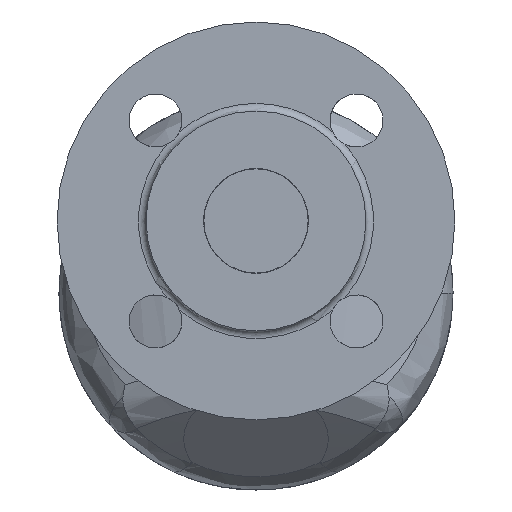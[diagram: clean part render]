
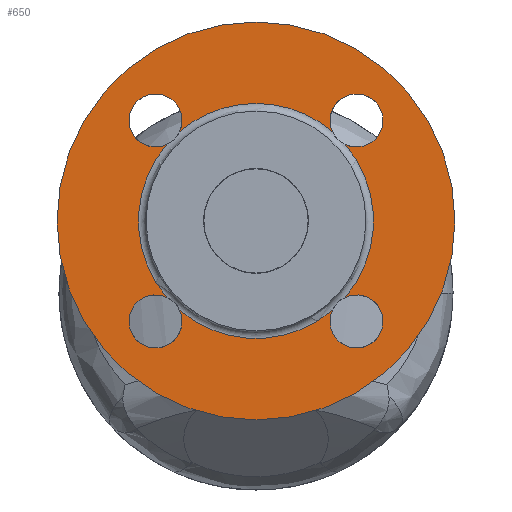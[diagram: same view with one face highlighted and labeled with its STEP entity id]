
A CAD part, left-side view. The second image highlights one B-rep face of the part: STEP entity #650.
In plain terms, the highlighted planar face has unit normal (-1, 0, 0).
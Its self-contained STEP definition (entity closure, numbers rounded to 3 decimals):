
#152=CARTESIAN_POINT('',(-103.,-20.188,42.526));
#153=VERTEX_POINT('',#152);
#154=CARTESIAN_POINT('',(-103.,-23.526,39.188));
#155=VERTEX_POINT('',#154);
#171=CARTESIAN_POINT('',(-103.,20.188,42.526));
#172=VERTEX_POINT('',#171);
#173=CARTESIAN_POINT('',(-103.,0.0,19.));
#174=DIRECTION('',(-1.0,0.0,0.0));
#175=DIRECTION('',(0.0,0.0,-1.0));
#176=AXIS2_PLACEMENT_3D('',#173,#174,#175);
#177=CIRCLE('',#176,31.);
#178=EDGE_CURVE('',#153,#172,#177,.T.);
#180=CARTESIAN_POINT('',(-103.,23.526,39.188));
#181=VERTEX_POINT('',#180);
#197=CARTESIAN_POINT('',(-103.,23.526,-1.188));
#198=VERTEX_POINT('',#197);
#199=CARTESIAN_POINT('',(-103.,0.0,19.));
#200=DIRECTION('',(-1.0,0.0,0.0));
#201=DIRECTION('',(0.0,0.0,-1.0));
#202=AXIS2_PLACEMENT_3D('',#199,#200,#201);
#203=CIRCLE('',#202,31.);
#204=EDGE_CURVE('',#181,#198,#203,.T.);
#206=CARTESIAN_POINT('',(-103.,20.188,-4.526));
#207=VERTEX_POINT('',#206);
#223=CARTESIAN_POINT('',(-103.,-20.188,-4.526));
#224=VERTEX_POINT('',#223);
#225=CARTESIAN_POINT('',(-103.,0.0,19.));
#226=DIRECTION('',(-1.0,0.0,0.0));
#227=DIRECTION('',(0.0,0.0,-1.0));
#228=AXIS2_PLACEMENT_3D('',#225,#226,#227);
#229=CIRCLE('',#228,31.);
#230=EDGE_CURVE('',#207,#224,#229,.T.);
#232=CARTESIAN_POINT('',(-103.,-23.526,-1.188));
#233=VERTEX_POINT('',#232);
#249=CARTESIAN_POINT('',(-103.,0.0,19.));
#250=DIRECTION('',(-1.0,0.0,0.0));
#251=DIRECTION('',(0.0,0.0,-1.0));
#252=AXIS2_PLACEMENT_3D('',#249,#250,#251);
#253=CIRCLE('',#252,31.);
#254=EDGE_CURVE('',#233,#155,#253,.T.);
#457=CARTESIAN_POINT('',(-103.,-26.517,45.517));
#458=DIRECTION('',(1.0,0.0,0.0));
#459=DIRECTION('',(0.0,1.0,0.0));
#460=AXIS2_PLACEMENT_3D('',#457,#458,#459);
#461=CIRCLE('',#460,7.);
#462=EDGE_CURVE('',#153,#155,#461,.T.);
#484=CARTESIAN_POINT('',(-103.,-26.517,-7.517));
#485=DIRECTION('',(1.0,0.0,0.0));
#486=DIRECTION('',(0.0,0.0,1.0));
#487=AXIS2_PLACEMENT_3D('',#484,#485,#486);
#488=CIRCLE('',#487,7.);
#489=EDGE_CURVE('',#233,#224,#488,.T.);
#511=CARTESIAN_POINT('',(-103.,26.517,-7.517));
#512=DIRECTION('',(1.0,0.0,0.0));
#513=DIRECTION('',(0.0,-1.0,0.0));
#514=AXIS2_PLACEMENT_3D('',#511,#512,#513);
#515=CIRCLE('',#514,7.);
#516=EDGE_CURVE('',#207,#198,#515,.T.);
#538=CARTESIAN_POINT('',(-103.,26.517,45.517));
#539=DIRECTION('',(1.0,0.0,0.0));
#540=DIRECTION('',(0.0,0.0,-1.0));
#541=AXIS2_PLACEMENT_3D('',#538,#539,#540);
#542=CIRCLE('',#541,7.);
#543=EDGE_CURVE('',#181,#172,#542,.T.);
#593=CARTESIAN_POINT('',(-103.,0.0,71.5));
#594=VERTEX_POINT('',#593);
#595=CARTESIAN_POINT('',(-103.,0.0,19.));
#596=DIRECTION('',(-1.0,0.0,0.0));
#597=DIRECTION('',(0.0,0.0,1.0));
#598=AXIS2_PLACEMENT_3D('',#595,#596,#597);
#599=CIRCLE('',#598,52.5);
#600=EDGE_CURVE('',#594,#594,#599,.T.);
#632=CARTESIAN_POINT('',(-103.,0.0,59.75));
#633=DIRECTION('',(1.0,0.0,0.0));
#634=DIRECTION('',(0.0,0.0,-1.0));
#635=AXIS2_PLACEMENT_3D('',#632,#633,#634);
#636=PLANE('',#635);
#637=ORIENTED_EDGE('',*,*,#600,.T.);
#638=EDGE_LOOP('',(#637));
#639=FACE_OUTER_BOUND('',#638,.T.);
#640=ORIENTED_EDGE('',*,*,#254,.F.);
#641=ORIENTED_EDGE('',*,*,#489,.T.);
#642=ORIENTED_EDGE('',*,*,#230,.F.);
#643=ORIENTED_EDGE('',*,*,#516,.T.);
#644=ORIENTED_EDGE('',*,*,#204,.F.);
#645=ORIENTED_EDGE('',*,*,#543,.T.);
#646=ORIENTED_EDGE('',*,*,#178,.F.);
#647=ORIENTED_EDGE('',*,*,#462,.T.);
#648=EDGE_LOOP('',(#640,#641,#642,#643,#644,#645,#646,#647));
#649=FACE_BOUND('',#648,.T.);
#650=ADVANCED_FACE('',(#639,#649),#636,.F.);
